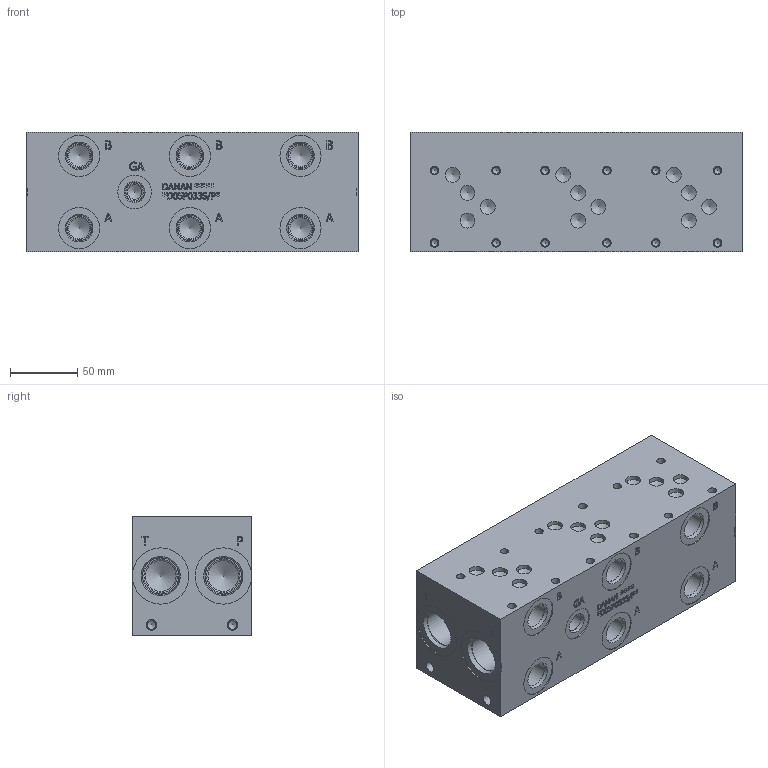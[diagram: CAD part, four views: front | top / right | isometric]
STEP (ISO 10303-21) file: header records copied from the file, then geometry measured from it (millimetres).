
FILE_DESCRIPTION(/* description */ (''),/* implementation_level */ '2;1');
FILE_NAME(/* name */ '_D05P033S_P_.stp',/* time_stamp */ '2021-07-21T15:25:17-04:00',/* author */ ('anthonyv'),/* organization */ (''),/* preprocessor_version */ 'ST-DEVELOPER v18.1',/* originating_system */ 'Autodesk Inventor 2021',/* authorisation */ '');
FILE_SCHEMA (('AUTOMOTIVE_DESIGN { 1 0 10303 214 3 1 1 }'));
Length unit declared in the file: millimetre
Products named in the file (1): _D05P033S_P_
Bounding box: 247.65 x 88.9 x 88.9 mm (x, y, z)
Volume: 1824746.4 mm3; surface area: 131295.1 mm2
Topology: 1 solids, 1 shells, 788 faces, 2155 edges, 1460 vertices
Faces by surface type: plane 422, bspline 195, cylinder 99, cone 72
Full cylindrical faces by diameter (mm): 5.105 x12, 6.35 x12, 6.528 x4, 7.925 x4, 10.719 x1, 11.125 x12, 12.9 x1, 14.275 x1, 14.529 x1, 15.875 x6, 17.501 x6, 19.05 x6, 19.253 x6, 23.012 x4, 24.917 x4, 25.019 x1, 26.99 x2, 27 x2, 27.432 x4, 30.632 x6, 42.037 x4
Entity records: 26444 total; most frequent: CARTESIAN_POINT 6900, ORIENTED_EDGE 4232, DIRECTION 3287, EDGE_CURVE 2116, VERTEX_POINT 1460, LINE 1353, VECTOR 1353, AXIS2_PLACEMENT_3D 967
